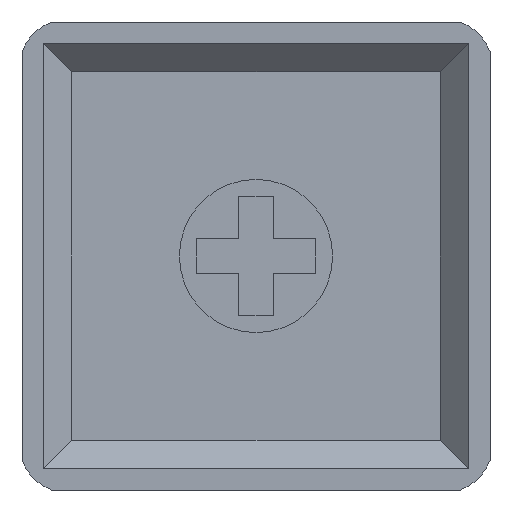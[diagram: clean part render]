
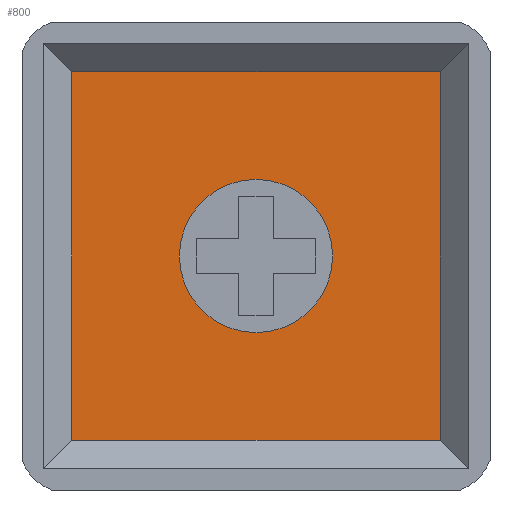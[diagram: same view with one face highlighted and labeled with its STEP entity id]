
A CAD part, front view. The second image highlights one B-rep face of the part: STEP entity #800.
In plain terms, the highlighted planar face has unit normal (0, -1, 0).
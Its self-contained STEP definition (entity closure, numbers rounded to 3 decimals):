
#24=PLANE('',#858);
#68=CIRCLE('',#859,2.7);
#96=LINE('',#1707,#165);
#97=LINE('',#1710,#166);
#99=LINE('',#1714,#168);
#100=LINE('',#1715,#169);
#165=VECTOR('',#978,10.);
#166=VECTOR('',#981,10.);
#168=VECTOR('',#985,10.);
#169=VECTOR('',#986,10.);
#223=FACE_BOUND('',#305,.T.);
#253=FACE_OUTER_BOUND('',#304,.T.);
#304=EDGE_LOOP('',(#671,#672,#673,#674));
#305=EDGE_LOOP('',(#675));
#394=VERTEX_POINT('',#1703);
#395=VERTEX_POINT('',#1705);
#396=VERTEX_POINT('',#1709);
#397=VERTEX_POINT('',#1713);
#398=VERTEX_POINT('',#1716);
#494=EDGE_CURVE('',#395,#394,#96,.T.);
#495=EDGE_CURVE('',#394,#396,#97,.T.);
#497=EDGE_CURVE('',#397,#395,#99,.T.);
#498=EDGE_CURVE('',#396,#397,#100,.T.);
#499=EDGE_CURVE('',#398,#398,#68,.T.);
#671=ORIENTED_EDGE('',*,*,#494,.F.);
#672=ORIENTED_EDGE('',*,*,#497,.F.);
#673=ORIENTED_EDGE('',*,*,#498,.F.);
#674=ORIENTED_EDGE('',*,*,#495,.F.);
#675=ORIENTED_EDGE('',*,*,#499,.F.);
#800=ADVANCED_FACE('',(#253,#223),#24,.F.);
#858=AXIS2_PLACEMENT_3D('',#1712,#983,#984);
#859=AXIS2_PLACEMENT_3D('',#1717,#987,#988);
#978=DIRECTION('',(1.,0.,0.));
#981=DIRECTION('',(0.,0.,-1.));
#983=DIRECTION('center_axis',(0.,1.,0.));
#984=DIRECTION('ref_axis',(-1.,0.,0.));
#985=DIRECTION('',(0.,0.,1.));
#986=DIRECTION('',(-1.,0.,0.));
#987=DIRECTION('center_axis',(0.,-1.,0.));
#988=DIRECTION('ref_axis',(1.,0.,0.));
#1703=CARTESIAN_POINT('',(6.5,2.3,6.5));
#1705=CARTESIAN_POINT('',(-6.5,2.3,6.5));
#1707=CARTESIAN_POINT('',(-3.75,2.3,6.5));
#1709=CARTESIAN_POINT('',(6.5,2.3,-6.5));
#1710=CARTESIAN_POINT('',(6.5,2.3,3.75));
#1712=CARTESIAN_POINT('Origin',(0.,2.3,0.));
#1713=CARTESIAN_POINT('',(-6.5,2.3,-6.5));
#1714=CARTESIAN_POINT('',(-6.5,2.3,-3.75));
#1715=CARTESIAN_POINT('',(3.75,2.3,-6.5));
#1716=CARTESIAN_POINT('',(-2.7,2.3,0.));
#1717=CARTESIAN_POINT('Origin',(0.,2.3,0.));
